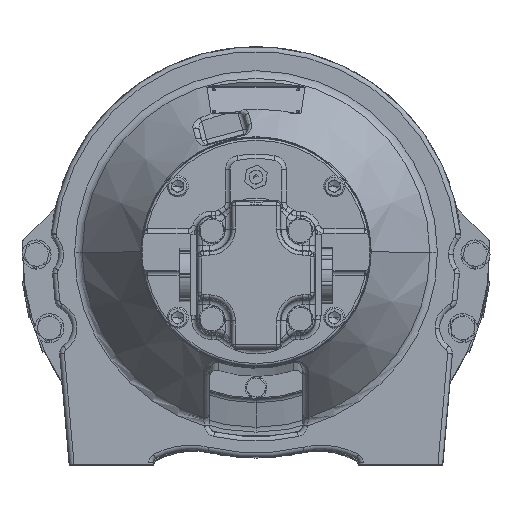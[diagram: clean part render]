
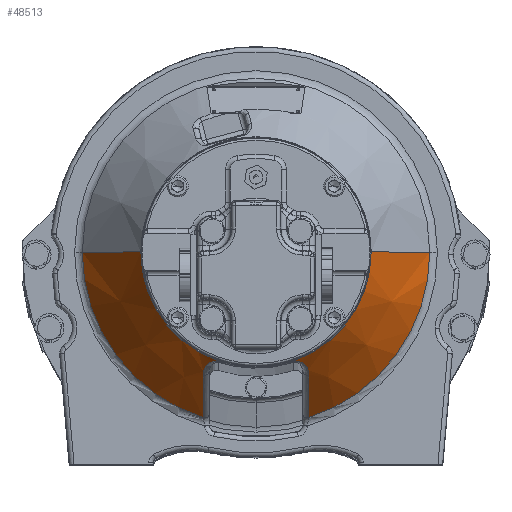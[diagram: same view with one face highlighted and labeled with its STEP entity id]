
A CAD part, top view. The second image highlights one B-rep face of the part: STEP entity #48513.
In plain terms, the highlighted conical face has half-angle 35 degrees and reference radius 98.247 mm.
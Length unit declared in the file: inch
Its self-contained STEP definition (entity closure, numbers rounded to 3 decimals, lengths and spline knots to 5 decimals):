
#28516=CARTESIAN_POINT('',(-1.40595,-4.43325,
-2.59089));
#28526=CARTESIAN_POINT('',(0.,0.,-2.59089));
#28527=DIRECTION('',(0.,0.,-1.));
#28528=DIRECTION('',(-0.302,-0.953,0.));
#28529=AXIS2_PLACEMENT_3D('',#28526,#28527,#28528);
#28574=CARTESIAN_POINT('',(0.,0.,-2.59089));
#28575=DIRECTION('',(0.,0.,-1.));
#28576=DIRECTION('',(1.,0.,0.));
#28577=AXIS2_PLACEMENT_3D('',#28574,#28575,#28576);
#28673=CARTESIAN_POINT('',(1.40595,-4.43325,
-2.59089));
#28687=CARTESIAN_POINT('',(1.41545,-3.2914,
-1.06564));
#28692=CARTESIAN_POINT('',(1.00143,-2.93569,
-0.37862));
#30345=DIRECTION('',(-0.574,0.,0.819));
#30346=VECTOR('',#30345,2.72979);
#30347=CARTESIAN_POINT('',(4.65085,0.,-2.59089));
#30348=LINE('',#30347,#30346);
#30349=CARTESIAN_POINT('',(1.41545,-3.2914,
-1.06564));
#30350=CARTESIAN_POINT('',(1.4134,-3.48458,
-1.31792));
#30351=CARTESIAN_POINT('',(1.40989,-3.86716,
-1.82501));
#30352=CARTESIAN_POINT('',(1.40717,-4.24507,
-2.33525));
#30353=CARTESIAN_POINT('',(1.40595,-4.43325,
-2.59089));
#30355=CARTESIAN_POINT('',(1.00143,-2.93569,
-0.37862));
#30356=CARTESIAN_POINT('',(1.01137,-2.93257,
-0.37899));
#30357=CARTESIAN_POINT('',(1.03119,-2.92751,
-0.38144));
#30358=CARTESIAN_POINT('',(1.06097,-2.9232,
-0.38997));
#30359=CARTESIAN_POINT('',(1.08893,-2.92202,
-0.40218));
#30360=CARTESIAN_POINT('',(1.12455,-2.9239,
-0.42266));
#30361=CARTESIAN_POINT('',(1.16397,-2.93146,
-0.4532));
#30362=CARTESIAN_POINT('',(1.20551,-2.94621,
-0.49496));
#30363=CARTESIAN_POINT('',(1.24138,-2.96475,
-0.53905));
#30364=CARTESIAN_POINT('',(1.28381,-2.99372,
-0.60076));
#30365=CARTESIAN_POINT('',(1.31816,-3.02702,
-0.66392));
#30366=CARTESIAN_POINT('',(1.34658,-3.06379,
-0.72831));
#30367=CARTESIAN_POINT('',(1.37116,-3.10275,
-0.79339));
#30368=CARTESIAN_POINT('',(1.39455,-3.15418,
-0.87407));
#30369=CARTESIAN_POINT('',(1.41179,-3.2202,
-0.97027));
#30370=CARTESIAN_POINT('',(1.41571,-3.26712,
-1.03392));
#30371=CARTESIAN_POINT('',(1.41545,-3.2914,
-1.06564));
#30373=CARTESIAN_POINT('',(-1.00143,-2.93569,
-0.37863));
#30374=CARTESIAN_POINT('',(-0.83853,-2.98684,
-0.37265));
#30375=CARTESIAN_POINT('',(-0.50881,-3.06306,
-0.3636));
#30376=CARTESIAN_POINT('',(-0.12862,-3.09235,
-0.36011));
#30377=CARTESIAN_POINT('',(0.12766,-3.08748,
-0.36069));
#30378=CARTESIAN_POINT('',(0.29706,-3.07778,
-0.36185));
#30379=CARTESIAN_POINT('',(0.59107,-3.04405,
-0.36585));
#30380=CARTESIAN_POINT('',(0.83853,-2.98684,
-0.37265));
#30381=CARTESIAN_POINT('',(1.00143,-2.93569,
-0.37862));
#30383=CARTESIAN_POINT('',(-1.41545,-3.2914,
-1.06564));
#30384=CARTESIAN_POINT('',(-1.41571,-3.26717,
-1.03399));
#30385=CARTESIAN_POINT('',(-1.41279,-3.23183,
-0.98605));
#30386=CARTESIAN_POINT('',(-1.40301,-3.18657,
-0.92127));
#30387=CARTESIAN_POINT('',(-1.38957,-3.1431,
-0.85672));
#30388=CARTESIAN_POINT('',(-1.36607,-3.09184,
-0.77619));
#30389=CARTESIAN_POINT('',(-1.33346,-3.0449,
-0.69607));
#30390=CARTESIAN_POINT('',(-1.30077,-3.0102,
-0.632));
#30391=CARTESIAN_POINT('',(-1.27296,-2.98632,
-0.58499));
#30392=CARTESIAN_POINT('',(-1.24159,-2.96484,
-0.53926));
#30393=CARTESIAN_POINT('',(-1.20558,-2.94625,
-0.49505));
#30394=CARTESIAN_POINT('',(-1.17099,-2.93394,
-0.46025));
#30395=CARTESIAN_POINT('',(-1.14049,-2.92697,
-0.43503));
#30396=CARTESIAN_POINT('',(-1.10734,-2.92225,
-0.4117));
#30397=CARTESIAN_POINT('',(-1.07087,-2.92177,
-0.3928));
#30398=CARTESIAN_POINT('',(-1.0312,-2.92751,
-0.38144));
#30399=CARTESIAN_POINT('',(-1.0114,-2.93256,
-0.37899));
#30400=CARTESIAN_POINT('',(-1.00143,-2.93569,
-0.37863));
#30402=CARTESIAN_POINT('',(-1.40595,-4.43325,
-2.59089));
#30403=CARTESIAN_POINT('',(-1.40717,-4.24507,
-2.33525));
#30404=CARTESIAN_POINT('',(-1.40989,-3.86716,
-1.82501));
#30405=CARTESIAN_POINT('',(-1.4134,-3.48458,
-1.31792));
#30406=CARTESIAN_POINT('',(-1.41545,-3.2914,
-1.06564));
#30408=DIRECTION('',(-0.574,0.,-0.819));
#30409=VECTOR('',#30408,2.72979);
#30410=CARTESIAN_POINT('',(-3.08511,0.,-0.35478));
#30411=LINE('',#30410,#30409);
#30412=CARTESIAN_POINT('',(0.,0.,-0.35478));
#30413=DIRECTION('',(0.,0.,1.));
#30414=DIRECTION('',(-1.,0.,0.));
#30415=AXIS2_PLACEMENT_3D('',#30412,#30413,#30414);
#31646=CARTESIAN_POINT('',(-1.00143,-2.93569,
-0.37863));
#31746=CARTESIAN_POINT('',(-1.41545,-3.2914,
-1.06564));
#34853=VERTEX_POINT('',#28673);
#34924=VERTEX_POINT('',#28687);
#34957=VERTEX_POINT('',#28516);
#34958=VERTEX_POINT('',#31746);
#34959=VERTEX_POINT('',#31646);
#34962=VERTEX_POINT('',#28692);
#34963=CARTESIAN_POINT('',(4.65085,0.,-2.59089));
#34964=VERTEX_POINT('',#34963);
#35037=CARTESIAN_POINT('',(-4.65085,0.,-2.59089));
#35038=VERTEX_POINT('',#35037);
#35044=CARTESIAN_POINT('',(3.08511,0.,-0.35478));
#35045=VERTEX_POINT('',#35044);
#35085=CARTESIAN_POINT('',(-3.08511,0.,-0.35478));
#35086=VERTEX_POINT('',#35085);
#48493=CARTESIAN_POINT('',(0.,0.,-1.47284));
#48494=DIRECTION('',(0.,0.,-1.));
#48495=DIRECTION('',(-1.,0.,0.));
#48496=AXIS2_PLACEMENT_3D('',#48493,#48494,#48495);
#48497=CONICAL_SURFACE('',#48496,3.86798,35.);
#48499=ORIENTED_EDGE('',*,*,#48498,.T.);
#48500=ORIENTED_EDGE('',*,*,#48440,.F.);
#48501=ORIENTED_EDGE('',*,*,#42961,.T.);
#48502=ORIENTED_EDGE('',*,*,#43292,.F.);
#48503=ORIENTED_EDGE('',*,*,#43464,.F.);
#48505=ORIENTED_EDGE('',*,*,#48504,.F.);
#48507=ORIENTED_EDGE('',*,*,#48506,.F.);
#48508=ORIENTED_EDGE('',*,*,#42751,.F.);
#48509=ORIENTED_EDGE('',*,*,#42915,.T.);
#48510=ORIENTED_EDGE('',*,*,#48444,.F.);
#48511=EDGE_LOOP('',(#48499,#48500,#48501,#48502,#48503,#48505,#48507,#48508,
#48509,#48510));
#48512=FACE_OUTER_BOUND('',#48511,.F.);
#28530=CIRCLE('',#28529,4.65085);
#28578=CIRCLE('',#28577,4.65085);
#30354=B_SPLINE_CURVE_WITH_KNOTS('',3,(#30349,#30350,#30351,#30352,#30353),
.UNSPECIFIED.,.F.,.F.,(4,1,4),(0.,0.5,1.),.UNSPECIFIED.);
#30372=B_SPLINE_CURVE_WITH_KNOTS('',3,(#30355,#30356,#30357,#30358,#30359,
#30360,#30361,#30362,#30363,#30364,#30365,#30366,#30367,#30368,#30369,#30370,
#30371),.UNSPECIFIED.,.F.,.F.,(4,1,1,1,1,1,1,1,1,1,1,1,1,1,4),(0.,
0.03125,0.0625,0.09375,0.125,
0.1875,0.25,0.3125,0.375,
0.5,0.5625,0.625,0.75,
0.875,1.),.UNSPECIFIED.);
#30382=B_SPLINE_CURVE_WITH_KNOTS('',3,(#30373,#30374,#30375,#30376,#30377,
#30378,#30379,#30380,#30381),.UNSPECIFIED.,.F.,.F.,(4,1,1,1,1,1,4),(0.,
0.25,0.5,0.5625,0.625,
0.75,1.),.UNSPECIFIED.);
#30401=B_SPLINE_CURVE_WITH_KNOTS('',3,(#30383,#30384,#30385,#30386,#30387,
#30388,#30389,#30390,#30391,#30392,#30393,#30394,#30395,#30396,#30397,#30398,
#30399,#30400),.UNSPECIFIED.,.F.,.F.,(4,1,1,1,1,1,1,1,1,1,1,1,1,1,1,4),(0.,
0.125,0.1875,0.25,0.375,
0.5,0.5625,0.625,0.6875,
0.75,0.8125,0.84375,0.875,
0.9375,0.96875,1.),.UNSPECIFIED.);
#30407=B_SPLINE_CURVE_WITH_KNOTS('',3,(#30402,#30403,#30404,#30405,#30406),
.UNSPECIFIED.,.F.,.F.,(4,1,4),(0.,0.5,1.),.UNSPECIFIED.);
#30416=CIRCLE('',#30415,3.08511);
#42751=EDGE_CURVE('',#34957,#34958,#30407,.T.);
#42915=EDGE_CURVE('',#34957,#35038,#28530,.T.);
#42961=EDGE_CURVE('',#34964,#34853,#28578,.T.);
#43292=EDGE_CURVE('',#34924,#34853,#30354,.T.);
#43464=EDGE_CURVE('',#34962,#34924,#30372,.T.);
#48440=EDGE_CURVE('',#34964,#35045,#30348,.T.);
#48444=EDGE_CURVE('',#35086,#35038,#30411,.T.);
#48498=EDGE_CURVE('',#35086,#35045,#30416,.T.);
#48504=EDGE_CURVE('',#34959,#34962,#30382,.T.);
#48506=EDGE_CURVE('',#34958,#34959,#30401,.T.);
#48513=ADVANCED_FACE('',(#48512),#48497,.T.);
